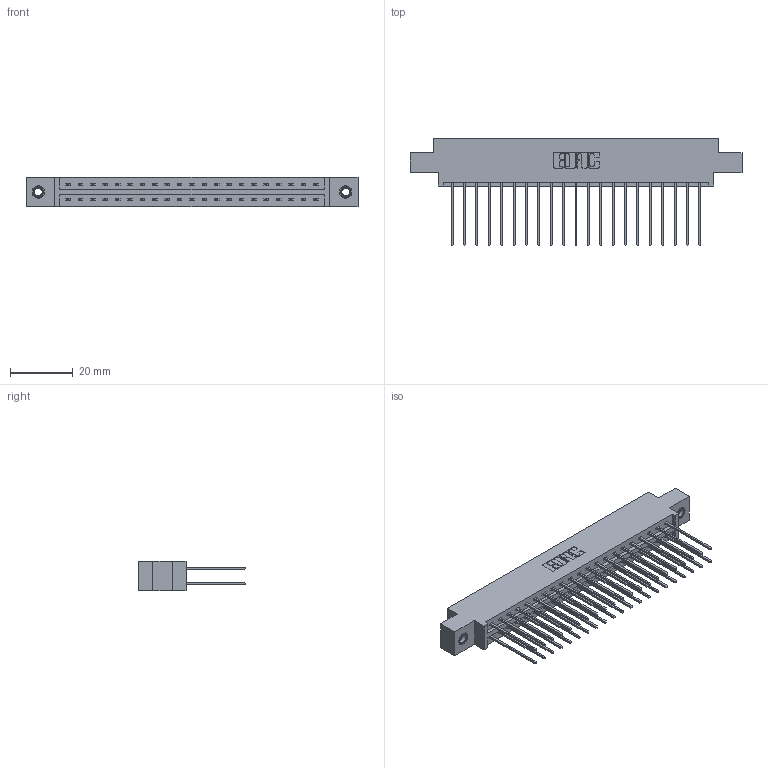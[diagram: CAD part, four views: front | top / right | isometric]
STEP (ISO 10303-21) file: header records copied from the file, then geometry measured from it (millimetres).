
FILE_DESCRIPTION (( 'STEP AP203' ), '1' );
FILE_NAME ('337-042-541-807.STEP', '2018-08-09T00:35:59', ( '' ), ( '' ), 'SwSTEP 2.0', 'SolidWorks 2016', '' );
FILE_SCHEMA (( 'CONFIG_CONTROL_DESIGN' ));
Length unit declared in the file: inch
Products named in the file (4): 345-250-001_345-250-005-103; 337-042-541-807; 337 Part_0.170 Offset - 0.156 Dia-TI; 345-292-001_345-293-141
Assembly tree (45 placements, depth 2):
  337-042-541-807
    337 Part_0.170 Offset - 0.156 Dia-TI
    345-292-001_345-293-141  x42
    345-250-001_345-250-005-103  x2
Bounding box: 106.22 x 34.3 x 9.4 mm (x, y, z)
Volume: 11025 mm3; surface area: 13613.1 mm2
Topology: 45 solids, 45 shells, 2446 faces, 7221 edges, 4750 vertices
Faces by surface type: plane 1702, cylinder 728, cone 12, torus 4
Entity records: 20334 total; most frequent: CARTESIAN_POINT 3425, ORIENTED_EDGE 3354, DIRECTION 2983, EDGE_CURVE 1677, VECTOR 1529, LINE 1529, VERTEX_POINT 1112, AXIS2_PLACEMENT_3D 727
